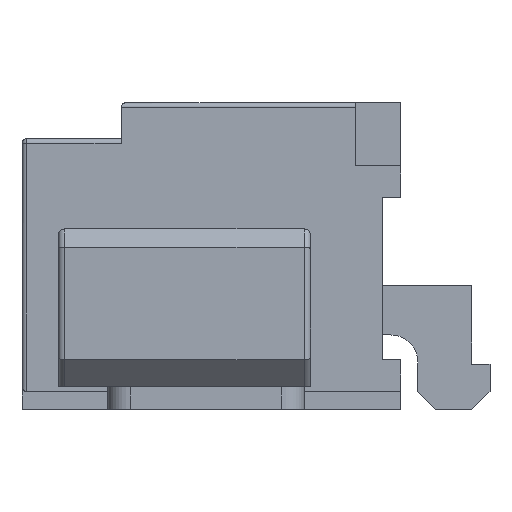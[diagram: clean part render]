
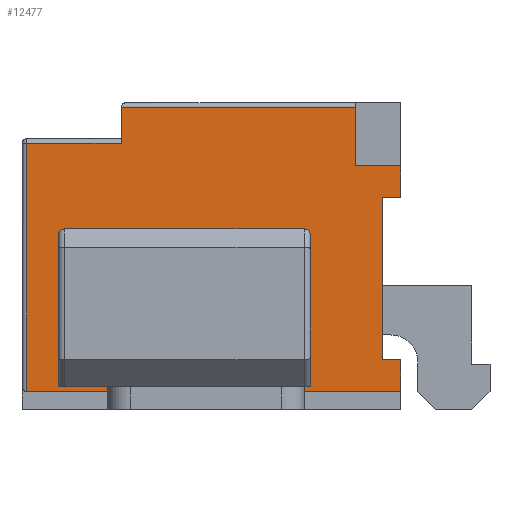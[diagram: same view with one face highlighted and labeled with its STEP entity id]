
A CAD part, left-side view. The second image highlights one B-rep face of the part: STEP entity #12477.
In plain terms, the highlighted planar face has unit normal (-1, 0, 0).
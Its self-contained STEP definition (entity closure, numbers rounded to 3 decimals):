
#888=FACE_OUTER_BOUND('',#1553,.T.);
#1553=EDGE_LOOP('',(#8883,#8884,#8885,#8886,#8887,#8888,#8889,#8890,#8891,
#8892,#8893,#8894));
#2452=LINE('',#18026,#3818);
#2501=LINE('',#18149,#3867);
#2564=LINE('',#18283,#3930);
#2565=LINE('',#18285,#3931);
#2566=LINE('',#18287,#3932);
#2567=LINE('',#18289,#3933);
#2568=LINE('',#18291,#3934);
#2569=LINE('',#18293,#3935);
#2570=LINE('',#18295,#3936);
#2571=LINE('',#18297,#3937);
#2572=LINE('',#18299,#3938);
#2573=LINE('',#18300,#3939);
#3818=VECTOR('',#14857,1.);
#3867=VECTOR('',#14908,1.);
#3930=VECTOR('',#15013,1.);
#3931=VECTOR('',#15014,1.);
#3932=VECTOR('',#15015,1.);
#3933=VECTOR('',#15016,1.);
#3934=VECTOR('',#15017,1.);
#3935=VECTOR('',#15018,1.);
#3936=VECTOR('',#15019,1.);
#3937=VECTOR('',#15020,1.);
#3938=VECTOR('',#15021,1.);
#3939=VECTOR('',#15022,1.);
#5128=VERTEX_POINT('',#18023);
#5129=VERTEX_POINT('',#18025);
#5179=VERTEX_POINT('',#18146);
#5180=VERTEX_POINT('',#18148);
#5231=VERTEX_POINT('',#18284);
#5232=VERTEX_POINT('',#18286);
#5233=VERTEX_POINT('',#18288);
#5234=VERTEX_POINT('',#18290);
#5235=VERTEX_POINT('',#18292);
#5236=VERTEX_POINT('',#18294);
#5237=VERTEX_POINT('',#18296);
#5238=VERTEX_POINT('',#18298);
#6467=EDGE_CURVE('',#5128,#5129,#2452,.T.);
#6518=EDGE_CURVE('',#5179,#5180,#2501,.T.);
#6585=EDGE_CURVE('',#5129,#5179,#2564,.T.);
#6586=EDGE_CURVE('',#5128,#5231,#2565,.T.);
#6587=EDGE_CURVE('',#5232,#5231,#2566,.T.);
#6588=EDGE_CURVE('',#5233,#5232,#2567,.T.);
#6589=EDGE_CURVE('',#5234,#5233,#2568,.T.);
#6590=EDGE_CURVE('',#5234,#5235,#2569,.T.);
#6591=EDGE_CURVE('',#5236,#5235,#2570,.T.);
#6592=EDGE_CURVE('',#5236,#5237,#2571,.T.);
#6593=EDGE_CURVE('',#5237,#5238,#2572,.T.);
#6594=EDGE_CURVE('',#5180,#5238,#2573,.T.);
#8883=ORIENTED_EDGE('',*,*,#6518,.F.);
#8884=ORIENTED_EDGE('',*,*,#6585,.F.);
#8885=ORIENTED_EDGE('',*,*,#6467,.F.);
#8886=ORIENTED_EDGE('',*,*,#6586,.T.);
#8887=ORIENTED_EDGE('',*,*,#6587,.F.);
#8888=ORIENTED_EDGE('',*,*,#6588,.F.);
#8889=ORIENTED_EDGE('',*,*,#6589,.F.);
#8890=ORIENTED_EDGE('',*,*,#6590,.T.);
#8891=ORIENTED_EDGE('',*,*,#6591,.F.);
#8892=ORIENTED_EDGE('',*,*,#6592,.T.);
#8893=ORIENTED_EDGE('',*,*,#6593,.T.);
#8894=ORIENTED_EDGE('',*,*,#6594,.F.);
#11280=PLANE('',#13299);
#12477=ADVANCED_FACE('',(#888),#11280,.F.);
#13299=AXIS2_PLACEMENT_3D('',#18282,#15011,#15012);
#14857=DIRECTION('',(0.,0.,-1.));
#14908=DIRECTION('',(0.,0.,-1.));
#15011=DIRECTION('center_axis',(1.,0.,0.));
#15012=DIRECTION('ref_axis',(0.,1.,0.));
#15013=DIRECTION('',(0.,-1.,0.));
#15014=DIRECTION('',(0.,-1.,0.));
#15015=DIRECTION('',(0.,0.,-1.));
#15016=DIRECTION('',(0.,-1.,0.));
#15017=DIRECTION('',(0.,0.,-1.));
#15018=DIRECTION('',(0.,1.,0.));
#15019=DIRECTION('',(0.,0.,1.));
#15020=DIRECTION('',(0.,1.,0.));
#15021=DIRECTION('',(0.,0.,-1.));
#15022=DIRECTION('',(0.,1.,0.));
#18023=CARTESIAN_POINT('',(-3.375,-0.505,2.35));
#18025=CARTESIAN_POINT('',(-3.375,-0.505,0.55));
#18026=CARTESIAN_POINT('',(-3.375,-0.505,0.55));
#18146=CARTESIAN_POINT('',(-3.375,-0.705,0.55));
#18148=CARTESIAN_POINT('',(-3.375,-0.705,0.2));
#18149=CARTESIAN_POINT('',(-3.375,-0.705,3.4));
#18282=CARTESIAN_POINT('Origin',(-3.375,-0.705,3.4));
#18283=CARTESIAN_POINT('',(-3.375,-0.505,0.55));
#18284=CARTESIAN_POINT('',(-3.375,-0.705,2.35));
#18285=CARTESIAN_POINT('',(-3.375,-0.505,2.35));
#18286=CARTESIAN_POINT('',(-3.375,-0.705,2.7));
#18287=CARTESIAN_POINT('',(-3.375,-0.705,3.4));
#18288=CARTESIAN_POINT('',(-3.375,-0.205,2.7));
#18289=CARTESIAN_POINT('',(-3.375,-0.205,2.7));
#18290=CARTESIAN_POINT('',(-3.375,-0.205,3.35));
#18291=CARTESIAN_POINT('',(-3.375,-0.205,2.7));
#18292=CARTESIAN_POINT('',(-3.375,2.395,3.35));
#18293=CARTESIAN_POINT('',(-3.375,2.395,3.35));
#18294=CARTESIAN_POINT('',(-3.375,2.395,2.95));
#18295=CARTESIAN_POINT('',(-3.375,2.395,3.4));
#18296=CARTESIAN_POINT('',(-3.375,3.445,2.95));
#18297=CARTESIAN_POINT('',(-3.375,-0.705,2.95));
#18298=CARTESIAN_POINT('',(-3.375,3.445,0.2));
#18299=CARTESIAN_POINT('',(-3.375,3.445,3.4));
#18300=CARTESIAN_POINT('',(-3.375,-0.705,0.2));
